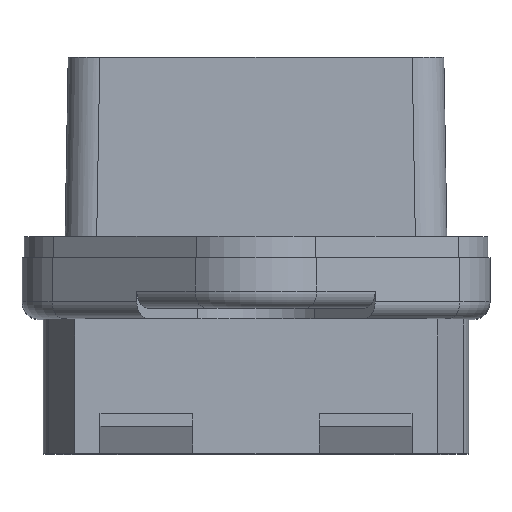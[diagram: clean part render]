
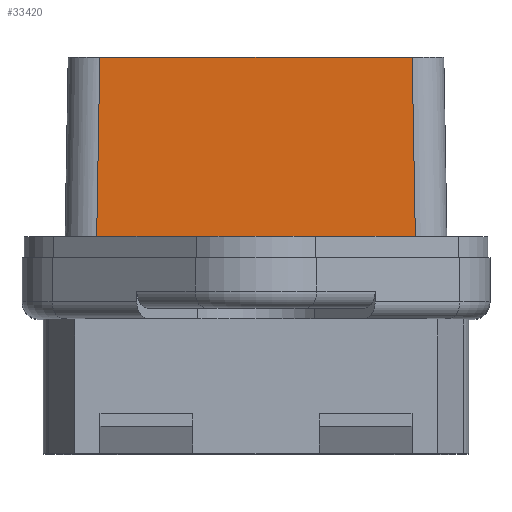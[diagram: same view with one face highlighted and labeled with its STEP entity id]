
A CAD part, top view. The second image highlights one B-rep face of the part: STEP entity #33420.
In plain terms, the highlighted face is planar.
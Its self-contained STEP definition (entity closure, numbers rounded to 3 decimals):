
#6010=CARTESIAN_POINT('',(57.392,66.08,-1.));
#6020=VERTEX_POINT('',#6010);
#6900=CARTESIAN_POINT('',(42.277,66.08,-1.));
#6910=VERTEX_POINT('',#6900);
#6940=CARTESIAN_POINT('',(0.,66.08,-1.));
#6950=DIRECTION('',(1.,0.,0.));
#6960=VECTOR('',#6950,1.);
#6970=LINE('',#6940,#6960);
#6980=EDGE_CURVE('',#6910,#6020,#6970,.T.);
#33120=CARTESIAN_POINT('',(58.96,66.08,0.));
#33130=DIRECTION('',(0.,1.,-0.));
#33140=DIRECTION('',(-1.,0.,0.));
#33150=AXIS2_PLACEMENT_3D('',#33120,#33130,#33140);
#33160=PLANE('',#33150);
#33170=CARTESIAN_POINT('',(57.41,66.08,0.));
#33180=DIRECTION('',(-0.017,0.,-1.));
#33190=VECTOR('',#33180,1.);
#33200=LINE('',#33170,#33190);
#33210=CARTESIAN_POINT('',(57.244,66.08,-9.5));
#33220=VERTEX_POINT('',#33210);
#33230=EDGE_CURVE('',#6020,#33220,#33200,.T.);
#33240=ORIENTED_EDGE('',*,*,#33230,.T.);
#33250=ORIENTED_EDGE('',*,*,#6980,.T.);
#33260=CARTESIAN_POINT('',(42.26,66.08,0.));
#33270=DIRECTION('',(-0.017,0.,1.));
#33280=VECTOR('',#33270,1.);
#33290=LINE('',#33260,#33280);
#33300=CARTESIAN_POINT('',(42.426,66.08,-9.5));
#33310=VERTEX_POINT('',#33300);
#33320=EDGE_CURVE('',#33310,#6910,#33290,.T.);
#33330=ORIENTED_EDGE('',*,*,#33320,.T.);
#33340=CARTESIAN_POINT('',(0.,66.08,-9.5));
#33350=DIRECTION('',(-1.,0.,0.));
#33360=VECTOR('',#33350,1.);
#33370=LINE('',#33340,#33360);
#33380=EDGE_CURVE('',#33220,#33310,#33370,.T.);
#33390=ORIENTED_EDGE('',*,*,#33380,.T.);
#33400=EDGE_LOOP('',(#33390,#33330,#33250,#33240));
#33410=FACE_OUTER_BOUND('',#33400,.T.);
#33420=ADVANCED_FACE('',(#33410),#33160,.T.);
